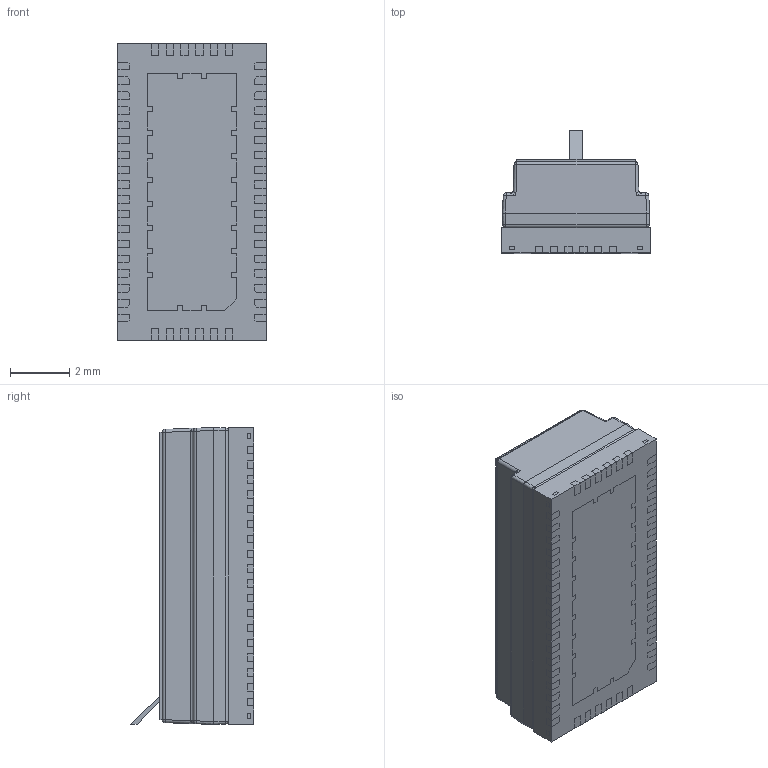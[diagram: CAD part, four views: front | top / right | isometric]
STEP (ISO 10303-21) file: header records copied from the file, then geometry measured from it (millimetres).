
FILE_DESCRIPTION(/* description */ (''),/* implementation_level */ '2;1');
FILE_NAME(/* name */ 'CUVV-45-1-1-1-SMT v1.step',/* time_stamp */ '2020-07-21T10:36:59-04:00',/* author */ (''),/* organization */ (''),/* preprocessor_version */ 'ST-DEVELOPER v18.1',/* originating_system */ 'Autodesk Translation Framework v9.3.0.1241',/* authorisation */ '');
FILE_SCHEMA (('AUTOMOTIVE_DESIGN { 1 0 10303 214 3 1 1 }'));
Length unit declared in the file: millimetre
Products named in the file (1): CUVV-45-1-1-1-SMT
Bounding box: 5 x 4.14 x 10 mm (x, y, z)
Volume: 99.3 mm3; surface area: 532 mm2
Topology: 51 solids, 51 shells, 1491 faces, 4233 edges, 2730 vertices
Faces by surface type: plane 1387, cylinder 52, bspline 48, sphere 4
Entity records: 48910 total; most frequent: CARTESIAN_POINT 10415, ORIENTED_EDGE 8434, DIRECTION 7146, EDGE_CURVE 4217, LINE 4018, VECTOR 4018, VERTEX_POINT 2730, AXIS2_PLACEMENT_3D 1564
